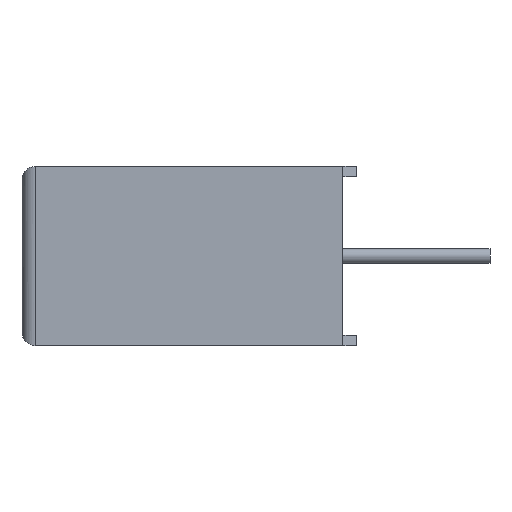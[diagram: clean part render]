
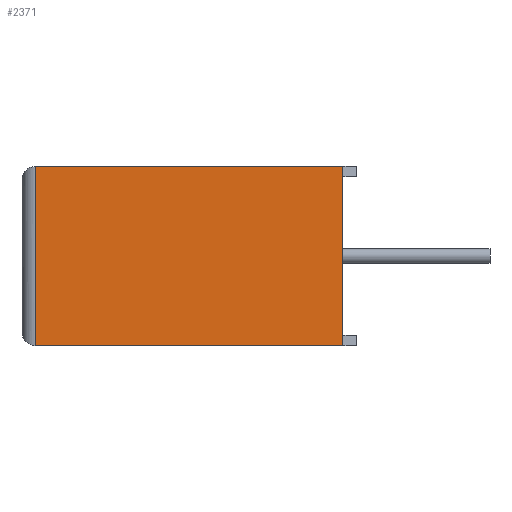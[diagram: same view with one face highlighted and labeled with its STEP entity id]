
A CAD part, left-side view. The second image highlights one B-rep face of the part: STEP entity #2371.
In plain terms, the highlighted planar face has unit normal (-1, 0, 0).
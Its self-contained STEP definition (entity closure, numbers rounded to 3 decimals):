
#13 = EDGE_CURVE ( 'NONE', #2429, #606, #133, .T. ) ;
#133 = LINE ( 'NONE', #2377, #1174 ) ;
#279 = LINE ( 'NONE', #1018, #2184 ) ;
#321 = DIRECTION ( 'NONE',  ( 1., 0., 0. ) ) ;
#436 = DIRECTION ( 'NONE',  ( 0., 0., -1. ) ) ;
#478 = ORIENTED_EDGE ( 'NONE', *, *, #1690, .F. ) ;
#606 = VERTEX_POINT ( 'NONE', #1773 ) ;
#646 = DIRECTION ( 'NONE',  ( 0., -1., 0. ) ) ;
#693 = DIRECTION ( 'NONE',  ( 0., 0., -1. ) ) ;
#696 = VERTEX_POINT ( 'NONE', #1597 ) ;
#858 = CARTESIAN_POINT ( 'NONE',  ( 0., 0., 0. ) ) ;
#1018 = CARTESIAN_POINT ( 'NONE',  ( 0., 0., 6.7 ) ) ;
#1154 = CARTESIAN_POINT ( 'NONE',  ( 0., 11.5, 6.7 ) ) ;
#1174 = VECTOR ( 'NONE', #693, 1000. ) ;
#1224 = ORIENTED_EDGE ( 'NONE', *, *, #13, .T. ) ;
#1269 = VERTEX_POINT ( 'NONE', #858 ) ;
#1493 = EDGE_CURVE ( 'NONE', #696, #1269, #2057, .T. ) ;
#1597 = CARTESIAN_POINT ( 'NONE',  ( 0., 0., 6.7 ) ) ;
#1670 = VECTOR ( 'NONE', #646, 1000. ) ;
#1690 = EDGE_CURVE ( 'NONE', #2429, #696, #279, .T. ) ;
#1773 = CARTESIAN_POINT ( 'NONE',  ( 0., 11.5, 0. ) ) ;
#1801 = DIRECTION ( 'NONE',  ( 0., -1., 0. ) ) ;
#2057 = LINE ( 'NONE', #2301, #2916 ) ;
#2176 = EDGE_CURVE ( 'NONE', #606, #1269, #2905, .T. ) ;
#2184 = VECTOR ( 'NONE', #1801, 1000. ) ;
#2273 = FACE_OUTER_BOUND ( 'NONE', #2374, .T. ) ;
#2301 = CARTESIAN_POINT ( 'NONE',  ( 0., 0., 6.7 ) ) ;
#2306 = ORIENTED_EDGE ( 'NONE', *, *, #1493, .F. ) ;
#2371 = ADVANCED_FACE ( 'NONE', ( #2273 ), #3049, .F. ) ;
#2374 = EDGE_LOOP ( 'NONE', ( #478, #1224, #2885, #2306 ) ) ;
#2377 = CARTESIAN_POINT ( 'NONE',  ( 0., 11.5, 6.7 ) ) ;
#2425 = CARTESIAN_POINT ( 'NONE',  ( 0., 0., 0. ) ) ;
#2429 = VERTEX_POINT ( 'NONE', #1154 ) ;
#2552 = CARTESIAN_POINT ( 'NONE',  ( 0., 0., 6.7 ) ) ;
#2885 = ORIENTED_EDGE ( 'NONE', *, *, #2176, .T. ) ;
#2905 = LINE ( 'NONE', #2425, #1670 ) ;
#2916 = VECTOR ( 'NONE', #3047, 1000. ) ;
#2922 = AXIS2_PLACEMENT_3D ( 'NONE', #2552, #321, #436 ) ;
#3047 = DIRECTION ( 'NONE',  ( 0., 0., -1. ) ) ;
#3049 = PLANE ( 'NONE',  #2922 ) ;
